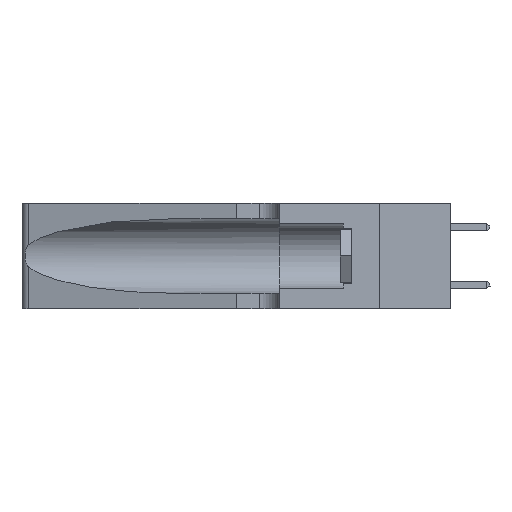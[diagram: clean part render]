
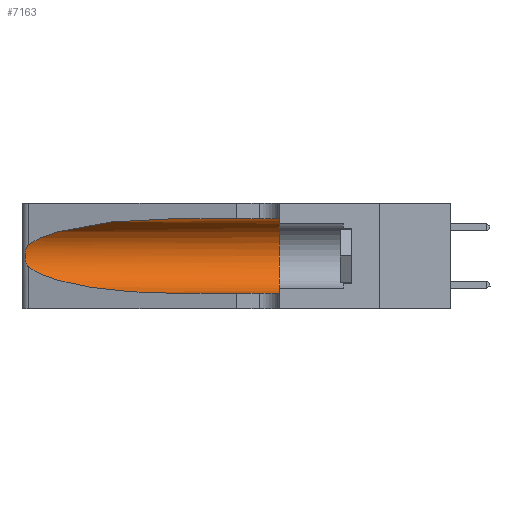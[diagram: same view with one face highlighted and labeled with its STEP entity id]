
A CAD part, left-side view. The second image highlights one B-rep face of the part: STEP entity #7163.
In plain terms, the highlighted cylindrical face has radius 3.308 mm (diameter 6.617 mm), a partial arc.
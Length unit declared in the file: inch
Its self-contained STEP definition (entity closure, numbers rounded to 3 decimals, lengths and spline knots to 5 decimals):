
#62 = ORIENTED_EDGE ( 'NONE', *, *, #1101, .T. ) ;
#988 = B_SPLINE_CURVE_WITH_KNOTS ( 'NONE', 3,
 ( #12376, #13842, #10969, #15293, #16717, #9501, #10908, #3947, #2499, #12321, #3891, #13788, #8872, #7030 ),
 .UNSPECIFIED., .F., .F.,
 ( 4, 2, 2, 2, 2, 2, 4 ),
 ( 0., 0.00027, 0.00053, 0.00107, 0.0016, 0.00187, 0.00214 ),
 .UNSPECIFIED. ) ;
#1101 = EDGE_CURVE ( 'NONE', #1201, #9359, #6932, .T. ) ;
#1201 = VERTEX_POINT ( 'NONE', #3234 ) ;
#1361 = EDGE_CURVE ( 'NONE', #4083, #7139, #7047, .T. ) ;
#1777 = CIRCLE ( 'NONE', #14549, 0.13025 ) ;
#2499 = CARTESIAN_POINT ( 'NONE',  ( 0.26017, 1.23833, 0.17102 ) ) ;
#3234 = CARTESIAN_POINT ( 'NONE',  ( 0.25487, 1.22718, 0.14631 ) ) ;
#3291 = AXIS2_PLACEMENT_3D ( 'NONE', #8448, #7033, #13970 ) ;
#3674 = VECTOR ( 'NONE', #11726, 39.37008 ) ;
#3891 = CARTESIAN_POINT ( 'NONE',  ( 0.25789, 1.23486, 0.15765 ) ) ;
#3947 = CARTESIAN_POINT ( 'NONE',  ( 0.26075, 1.23896, 0.178 ) ) ;
#3982 = CARTESIAN_POINT ( 'NONE',  ( 0.18966, 0.96281, 0.31525 ) ) ;
#4083 = VERTEX_POINT ( 'NONE', #13370 ) ;
#4455 = CARTESIAN_POINT ( 'NONE',  ( 0.1305, 1.61858, 0.05475 ) ) ;
#4874 = ORIENTED_EDGE ( 'NONE', *, *, #14623, .F. ) ;
#5164 = EDGE_CURVE ( 'NONE', #12968, #1201, #988, .T. ) ;
#5658 = ORIENTED_EDGE ( 'NONE', *, *, #16488, .T. ) ;
#6384 = CARTESIAN_POINT ( 'NONE',  ( 0.1305, 0.72297, 0.05475 ) ) ;
#6524 = CARTESIAN_POINT ( 'NONE',  ( 0.25487, 1.22718, 0.22369 ) ) ;
#6779 = EDGE_LOOP ( 'NONE', ( #8028, #17267, #62, #5658, #4874, #15360 ) ) ;
#6804 = CARTESIAN_POINT ( 'NONE',  ( 0.1305, 0.72297, 0.05475 ) ) ;
#6932 =( BOUNDED_CURVE ( )  B_SPLINE_CURVE ( 3, ( #8277, #18147, #13737, #6804 ),
 .UNSPECIFIED., .F., .T. ) 
 B_SPLINE_CURVE_WITH_KNOTS ( ( 4, 4 ),
 ( 3.44316, 4.71239 ),
 .UNSPECIFIED. ) 
 CURVE ( )  GEOMETRIC_REPRESENTATION_ITEM ( )  RATIONAL_B_SPLINE_CURVE ( ( 1., 0.87, 0.87, 1. ) ) 
 REPRESENTATION_ITEM ( '' )  );
#7030 = CARTESIAN_POINT ( 'NONE',  ( 0.25487, 1.22718, 0.14631 ) ) ;
#7033 = DIRECTION ( 'NONE',  ( 0., -1., 0. ) ) ;
#7047 = LINE ( 'NONE', #13305, #16533 ) ;
#7139 = VERTEX_POINT ( 'NONE', #9446 ) ;
#7163 = ADVANCED_FACE ( 'NONE', ( #15632 ), #14275, .F. ) ;
#8028 = ORIENTED_EDGE ( 'NONE', *, *, #15590, .T. ) ;
#8277 = CARTESIAN_POINT ( 'NONE',  ( 0.25487, 1.22718, 0.14631 ) ) ;
#8448 = CARTESIAN_POINT ( 'NONE',  ( 0.1305, 1.61858, 0.185 ) ) ;
#8661 = CARTESIAN_POINT ( 'NONE',  ( 0.1305, 0.35, 0.05475 ) ) ;
#8872 = CARTESIAN_POINT ( 'NONE',  ( 0.25555, 1.22993, 0.14849 ) ) ;
#9359 = VERTEX_POINT ( 'NONE', #6384 ) ;
#9446 = CARTESIAN_POINT ( 'NONE',  ( 0.1305, 0.35, 0.31525 ) ) ;
#9501 = CARTESIAN_POINT ( 'NONE',  ( 0.26018, 1.23835, 0.19895 ) ) ;
#9965 = CARTESIAN_POINT ( 'NONE',  ( 0.1305, 0.35, 0.185 ) ) ;
#10908 = CARTESIAN_POINT ( 'NONE',  ( 0.26075, 1.23896, 0.19203 ) ) ;
#10969 = CARTESIAN_POINT ( 'NONE',  ( 0.25639, 1.23184, 0.21858 ) ) ;
#11373 = DIRECTION ( 'NONE',  ( 0., 0., 1. ) ) ;
#11398 = VERTEX_POINT ( 'NONE', #8661 ) ;
#11496 = DIRECTION ( 'NONE',  ( 0., 1., 0. ) ) ;
#11726 = DIRECTION ( 'NONE',  ( 0., -1., 0. ) ) ;
#12321 = CARTESIAN_POINT ( 'NONE',  ( 0.25856, 1.23593, 0.16098 ) ) ;
#12376 = CARTESIAN_POINT ( 'NONE',  ( 0.25487, 1.22718, 0.22369 ) ) ;
#12968 = VERTEX_POINT ( 'NONE', #6524 ) ;
#13305 = CARTESIAN_POINT ( 'NONE',  ( 0.1305, 1.61858, 0.31525 ) ) ;
#13370 = CARTESIAN_POINT ( 'NONE',  ( 0.1305, 0.72297, 0.31525 ) ) ;
#13737 = CARTESIAN_POINT ( 'NONE',  ( 0.18966, 0.96281, 0.05475 ) ) ;
#13788 = CARTESIAN_POINT ( 'NONE',  ( 0.25639, 1.23186, 0.15144 ) ) ;
#13842 = CARTESIAN_POINT ( 'NONE',  ( 0.25555, 1.22994, 0.2215 ) ) ;
#13970 = DIRECTION ( 'NONE',  ( 0., 0., -1. ) ) ;
#14275 = CYLINDRICAL_SURFACE ( 'NONE', #3291, 0.13025 ) ;
#14549 = AXIS2_PLACEMENT_3D ( 'NONE', #9965, #11496, #11373 ) ;
#14600 = DIRECTION ( 'NONE',  ( 0., -1., 0. ) ) ;
#14623 = EDGE_CURVE ( 'NONE', #7139, #11398, #1777, .T. ) ;
#15293 = CARTESIAN_POINT ( 'NONE',  ( 0.25787, 1.23484, 0.2124 ) ) ;
#15360 = ORIENTED_EDGE ( 'NONE', *, *, #1361, .F. ) ;
#15573 = LINE ( 'NONE', #4455, #3674 ) ;
#15590 = EDGE_CURVE ( 'NONE', #4083, #12968, #17579, .T. ) ;
#15632 = FACE_OUTER_BOUND ( 'NONE', #6779, .T. ) ;
#16488 = EDGE_CURVE ( 'NONE', #9359, #11398, #15573, .T. ) ;
#16533 = VECTOR ( 'NONE', #14600, 39.37008 ) ;
#16694 = CARTESIAN_POINT ( 'NONE',  ( 0.25487, 1.22718, 0.22369 ) ) ;
#16717 = CARTESIAN_POINT ( 'NONE',  ( 0.25854, 1.2359, 0.20912 ) ) ;
#17267 = ORIENTED_EDGE ( 'NONE', *, *, #5164, .T. ) ;
#17579 =( BOUNDED_CURVE ( )  B_SPLINE_CURVE ( 3, ( #17700, #3982, #18174, #16694 ),
 .UNSPECIFIED., .F., .F. ) 
 B_SPLINE_CURVE_WITH_KNOTS ( ( 4, 4 ),
 ( 1.5708, 2.84003 ),
 .UNSPECIFIED. ) 
 CURVE ( )  GEOMETRIC_REPRESENTATION_ITEM ( )  RATIONAL_B_SPLINE_CURVE ( ( 1., 0.87, 0.87, 1. ) ) 
 REPRESENTATION_ITEM ( '' )  );
#17700 = CARTESIAN_POINT ( 'NONE',  ( 0.1305, 0.72297, 0.31525 ) ) ;
#18147 = CARTESIAN_POINT ( 'NONE',  ( 0.2373, 1.15595, 0.08982 ) ) ;
#18174 = CARTESIAN_POINT ( 'NONE',  ( 0.2373, 1.15595, 0.28018 ) ) ;
